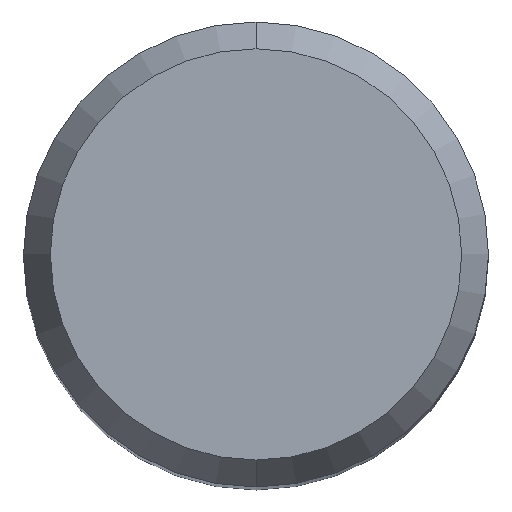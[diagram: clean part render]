
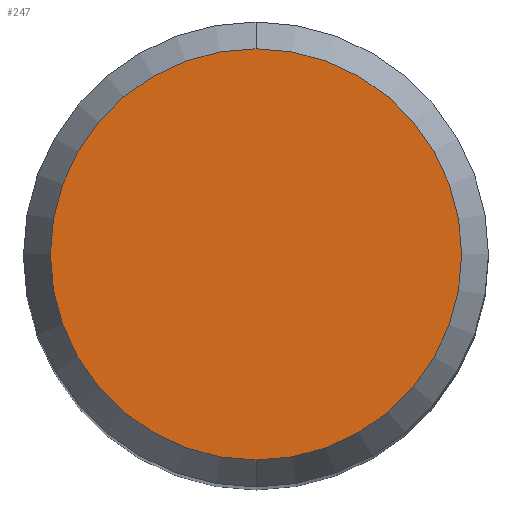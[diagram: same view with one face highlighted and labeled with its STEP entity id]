
A CAD part, top view. The second image highlights one B-rep face of the part: STEP entity #247.
In plain terms, the highlighted planar face has unit normal (0, 0, 1).
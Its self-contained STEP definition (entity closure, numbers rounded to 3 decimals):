
#219=VERTEX_POINT('',#516);
#247=ADVANCED_FACE('',(#547),#548,.T.);
#281=VERTEX_POINT('',#584);
#383=EDGE_CURVE('',#281,#219,#694,.T.);
#439=EDGE_CURVE('',#219,#281,#758,.T.);
#516=CARTESIAN_POINT('',(0.,-4.423,0.0));
#547=FACE_OUTER_BOUND('',#998,.T.);
#548=PLANE('',#999);
#584=CARTESIAN_POINT('',(0.0,4.423,0.0));
#694=CIRCLE('',#1309,4.423);
#758=CIRCLE('',#1411,4.423);
#998=EDGE_LOOP('',(#1517,#1518));
#999=AXIS2_PLACEMENT_3D('',#1519,#1520,#1521);
#1309=AXIS2_PLACEMENT_3D('',#1655,#1656,#1657);
#1411=AXIS2_PLACEMENT_3D('',#1746,#1747,#1748);
#1517=ORIENTED_EDGE('',*,*,#383,.F.);
#1518=ORIENTED_EDGE('',*,*,#439,.F.);
#1519=CARTESIAN_POINT('',(0.0,2.211,0.0));
#1520=DIRECTION('',(-0.0,0.0,1.0));
#1521=DIRECTION('',(0.0,-1.0,0.0));
#1655=CARTESIAN_POINT('',(0.0,0.0,0.0));
#1656=DIRECTION('',(0.0,0.0,-1.0));
#1657=DIRECTION('',(0.0,1.0,0.0));
#1746=CARTESIAN_POINT('',(0.0,0.0,0.0));
#1747=DIRECTION('',(0.0,0.0,-1.0));
#1748=DIRECTION('',(0.0,1.0,0.0));
